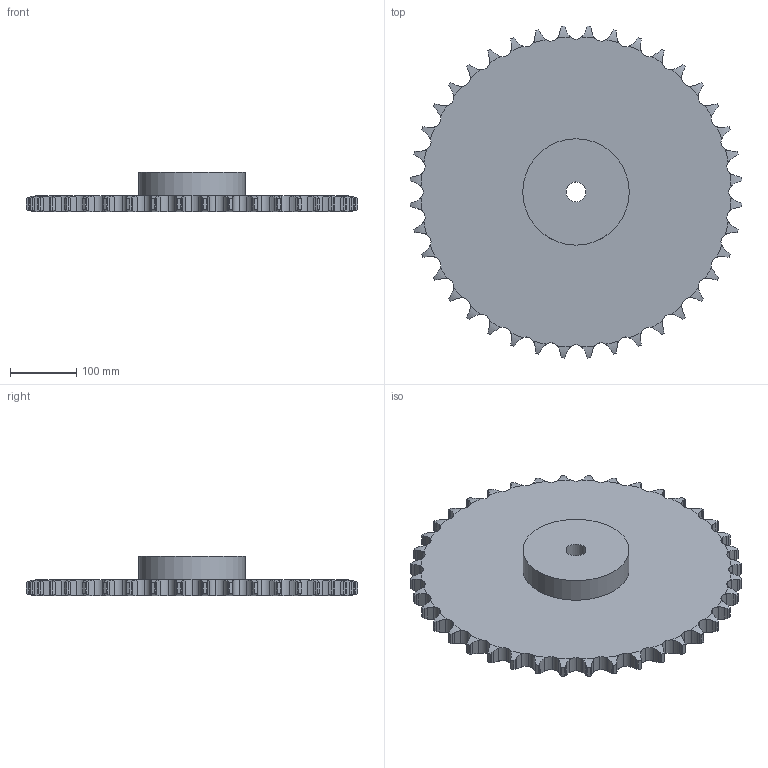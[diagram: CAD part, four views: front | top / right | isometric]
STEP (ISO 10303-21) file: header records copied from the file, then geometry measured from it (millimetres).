
FILE_DESCRIPTION(('FreeCAD Model'),'2;1');
FILE_NAME('Open CASCADE Shape Model','2021-06-20T09:21:03',('FreeCAD'),( 'FreeCAD'),'Open CASCADE STEP processor 7.4','FreeCAD','Unknown');
FILE_SCHEMA(('AUTOMOTIVE_DESIGN { 1 0 10303 214 1 1 1 1 }'));
Length unit declared in the file: millimetre
Products named in the file (1): Open CASCADE STEP translator 7.4 69
Bounding box: 499.41 x 499.41 x 60 mm (x, y, z)
Volume: 4930815.7 mm3; surface area: 430112.1 mm2
Topology: 1 solids, 1 shells, 446 faces, 1327 edges, 885 vertices
Faces by surface type: cylinder 282, plane 84, torus 80
Full cylindrical faces by diameter (mm): 30 x1, 160 x1
Entity records: 40878 total; most frequent: CARTESIAN_POINT 18525, DIRECTION 3039, ORIENTED_EDGE 2654, PCURVE 2654, DEFINITIONAL_REPRESENTATION 2654, B_SPLINE_CURVE_WITH_KNOTS 1920, LINE 1490, VECTOR 1490
